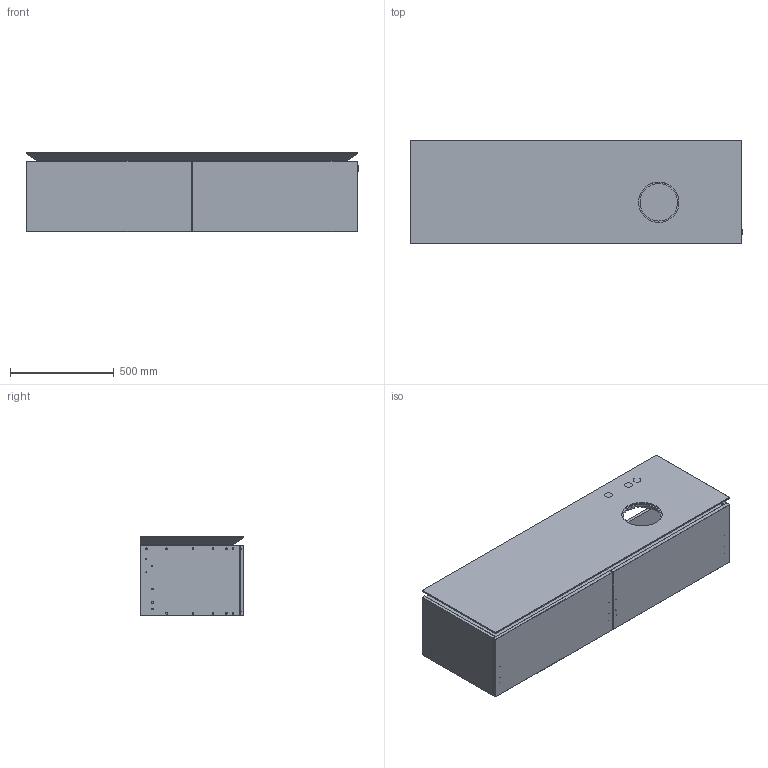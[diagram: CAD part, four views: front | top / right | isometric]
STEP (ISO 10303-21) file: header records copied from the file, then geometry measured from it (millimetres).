
FILE_DESCRIPTION((' '),'2;1');
FILE_NAME('B59700_B597L0.stp','2022-05-16T08:09:01',(' '),(' '),' ','ACIS',' ');
FILE_SCHEMA(('CONFIG_CONTROL_DESIGN'));
Length unit declared in the file: millimetre
Products named in the file (19): B59700_B597L0.stp; Körper1; Körper2; Körper3; Körper4; Körper5; Körper6; Körper7; Körper8; Körper9; Körper10; Körper11; Körper12; Körper13; Körper14; Körper15; Körper16; Körper17; Körper18
Assembly tree (18 placements, depth 2):
  B59700_B597L0.stp
    Körper1
    Körper2
    Körper3
    Körper4
    Körper5
    Körper6
    Körper7
    Körper8
    Körper9
    Körper10
    Körper11
    Körper12
    Körper13
    Körper14
    Körper15
    Körper16
    Körper17
    Körper18
Bounding box: 1601.5 x 500 x 381.8 mm (x, y, z)
Volume: 78244011.3 mm3; surface area: 8025902.7 mm2
Topology: 18 solids, 18 shells, 664 faces, 1344 edges, 910 vertices
Faces by surface type: plane 404, cylinder 258, torus 1, cone 1
Full cylindrical faces by diameter (mm): 3 x82, 5 x25, 6.5 x6, 8 x51, 8.01 x38, 10 x16, 26 x1
Entity records: 18894 total; most frequent: DIRECTION 3019, CARTESIAN_POINT 2692, ORIENTED_EDGE 2156, AXIS2_PLACEMENT_3D 1245, EDGE_LOOP 1135, EDGE_CURVE 1078, VERTEX_POINT 865, FACE_OUTER_BOUND 664
